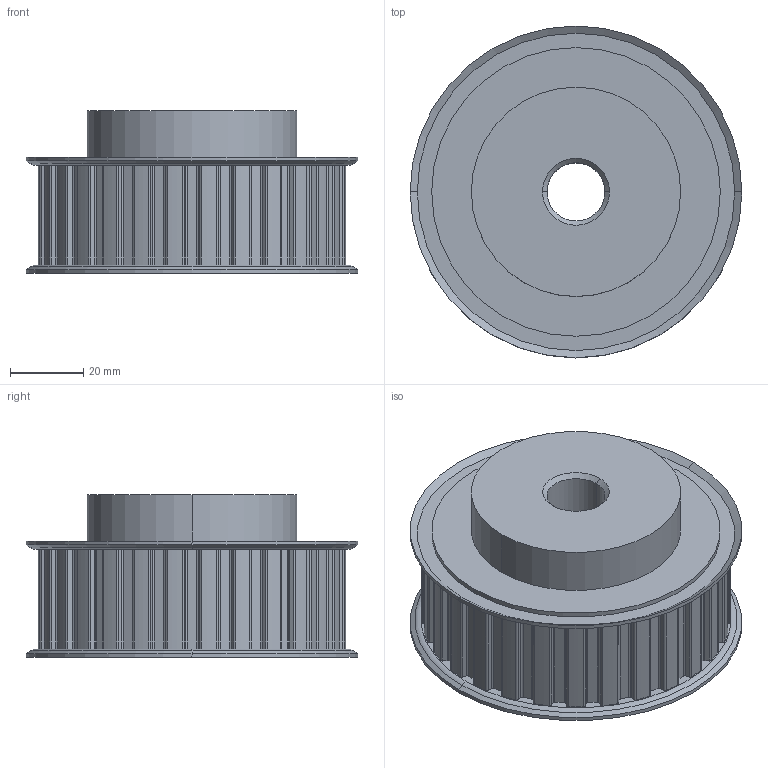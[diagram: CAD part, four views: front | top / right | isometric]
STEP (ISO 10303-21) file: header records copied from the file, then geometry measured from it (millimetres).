
FILE_DESCRIPTION (( 'STEP AP214' ), '1' );
FILE_NAME ('SPB28L100BF-625.STEP', '2015-12-10T15:20:28', ( '' ), ( '' ), 'SwSTEP 2.0', 'SolidWorks 2015', '' );
FILE_SCHEMA (( 'AUTOMOTIVE_DESIGN' ));
Length unit declared in the file: inch
Products named in the file (1): SPB28L100BF-625
Bounding box: 90.58 x 90.58 x 44.45 mm (x, y, z)
Volume: 194559.9 mm3; surface area: 29550.7 mm2
Topology: 1 solids, 1 shells, 281 faces, 806 edges, 532 vertices
Faces by surface type: cylinder 174, plane 91, cone 12, torus 4
Entity records: 9384 total; most frequent: DIRECTION 1738, CARTESIAN_POINT 1620, ORIENTED_EDGE 1612, EDGE_CURVE 806, AXIS2_PLACEMENT_3D 650, VERTEX_POINT 532, LINE 438, VECTOR 438
